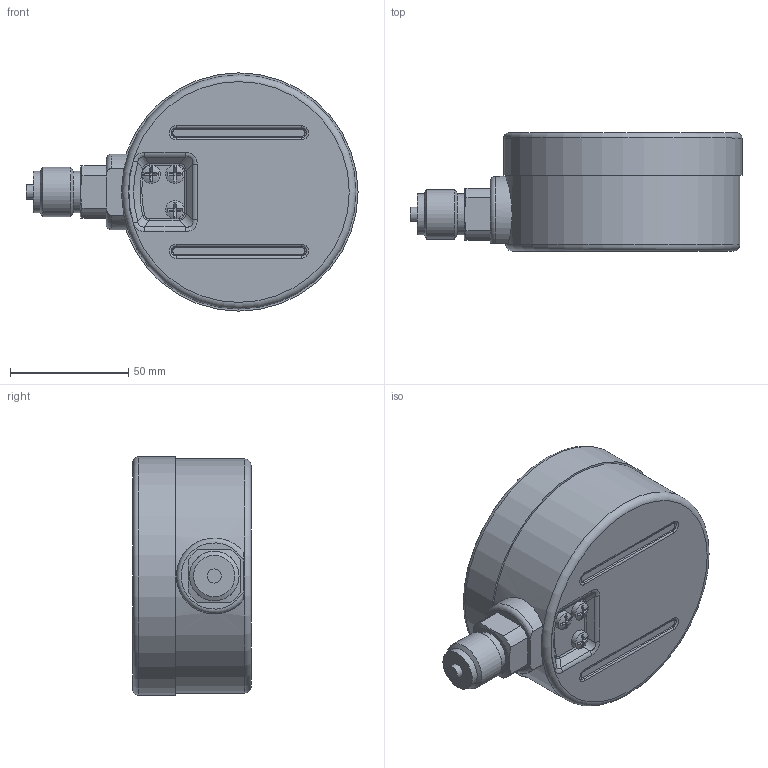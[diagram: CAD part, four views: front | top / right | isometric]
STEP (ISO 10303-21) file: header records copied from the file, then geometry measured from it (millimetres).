
FILE_DESCRIPTION(/* description */ (''),/* implementation_level */ '2;1');
FILE_NAME(/* name */ 'KP100_D401_351XX401.stp',/* time_stamp */ '2017-12-15T11:20:09+01:00',/* author */ ('acgl'),/* organization */ (''),/* preprocessor_version */ 'ST-DEVELOPER v15.6',/* originating_system */ 'Autodesk Inventor 2015',/* authorisation */ '');
FILE_SCHEMA (('AUTOMOTIVE_DESIGN { 1 0 10303 214 3 1 1 }'));
Length unit declared in the file: centimetre
Products named in the file (1): KP100_D401_351XX401
Bounding box: 140.4 x 49.99 x 100.8 mm (x, y, z)
Volume: 388530.1 mm3; surface area: 34704.2 mm2
Topology: 1 solids, 1 shells, 169 faces, 450 edges, 293 vertices
Faces by surface type: plane 69, bspline 49, cylinder 30, torus 17, cone 4
Full cylindrical faces by diameter (mm): 6 x1, 7.8 x3, 17.5 x2, 20.96 x1, 99 x1, 100.8 x1
Entity records: 7006 total; most frequent: CARTESIAN_POINT 3078, ORIENTED_EDGE 860, DIRECTION 583, EDGE_CURVE 430, VERTEX_POINT 291, AXIS2_PLACEMENT_3D 216, EDGE_LOOP 197, B_SPLINE_CURVE_WITH_KNOTS 176
